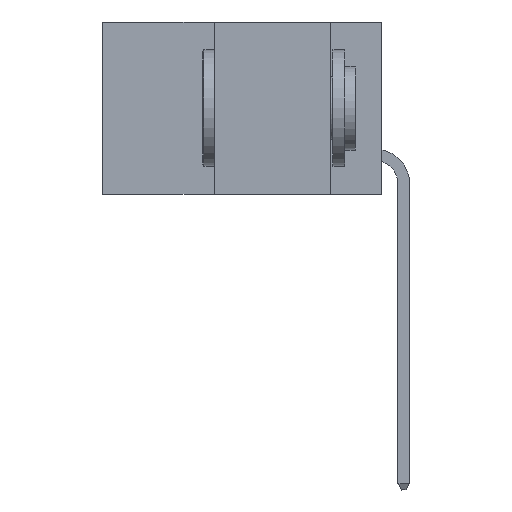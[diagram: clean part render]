
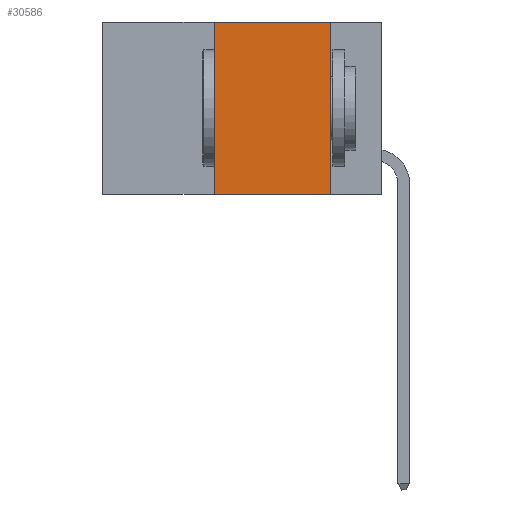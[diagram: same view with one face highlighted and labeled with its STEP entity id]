
A CAD part, left-side view. The second image highlights one B-rep face of the part: STEP entity #30586.
In plain terms, the highlighted planar face has unit normal (-1, 0, 0).
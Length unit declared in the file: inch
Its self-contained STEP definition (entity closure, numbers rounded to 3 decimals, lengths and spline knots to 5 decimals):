
#64 = LINE ( 'NONE', #31605, #12281 ) ;
#531 = VERTEX_POINT ( 'NONE', #14882 ) ;
#3673 = CARTESIAN_POINT ( 'NONE',  ( 0., 0.36, 0. ) ) ;
#3680 = VECTOR ( 'NONE', #29661, 39.37008 ) ;
#3990 = ORIENTED_EDGE ( 'NONE', *, *, #4521, .F. ) ;
#4476 = EDGE_CURVE ( 'NONE', #531, #24213, #15796, .T. ) ;
#4521 = EDGE_CURVE ( 'NONE', #12548, #13106, #7301, .T. ) ;
#5395 = CARTESIAN_POINT ( 'NONE',  ( 0., 0.6, -0.37 ) ) ;
#5504 = FACE_OUTER_BOUND ( 'NONE', #12809, .T. ) ;
#5561 = DIRECTION ( 'NONE',  ( 1., 0., 0. ) ) ;
#7301 = LINE ( 'NONE', #3673, #23511 ) ;
#7911 = PLANE ( 'NONE',  #29583 ) ;
#8222 = CARTESIAN_POINT ( 'NONE',  ( 0., 0.6, 0. ) ) ;
#12281 = VECTOR ( 'NONE', #14222, 39.37008 ) ;
#12548 = VERTEX_POINT ( 'NONE', #27365 ) ;
#12809 = EDGE_LOOP ( 'NONE', ( #23207, #30310, #3990, #28548 ) ) ;
#13062 = DIRECTION ( 'NONE',  ( 0., 0., -1. ) ) ;
#13106 = VERTEX_POINT ( 'NONE', #23795 ) ;
#14222 = DIRECTION ( 'NONE',  ( 0., -1., 0. ) ) ;
#14699 = EDGE_CURVE ( 'NONE', #12548, #24213, #25990, .T. ) ;
#14882 = CARTESIAN_POINT ( 'NONE',  ( 0., 0.11, 0. ) ) ;
#15796 = LINE ( 'NONE', #22298, #29335 ) ;
#21637 = DIRECTION ( 'NONE',  ( 0., 0., 1. ) ) ;
#22075 = EDGE_CURVE ( 'NONE', #13106, #531, #64, .T. ) ;
#22298 = CARTESIAN_POINT ( 'NONE',  ( 0., 0.11, 0. ) ) ;
#23207 = ORIENTED_EDGE ( 'NONE', *, *, #4476, .F. ) ;
#23511 = VECTOR ( 'NONE', #21637, 39.37008 ) ;
#23795 = CARTESIAN_POINT ( 'NONE',  ( 0., 0.36, 0. ) ) ;
#24213 = VERTEX_POINT ( 'NONE', #28792 ) ;
#24965 = DIRECTION ( 'NONE',  ( 0., 0., -1. ) ) ;
#25990 = LINE ( 'NONE', #5395, #3680 ) ;
#27365 = CARTESIAN_POINT ( 'NONE',  ( 0., 0.36, -0.37 ) ) ;
#28548 = ORIENTED_EDGE ( 'NONE', *, *, #14699, .T. ) ;
#28792 = CARTESIAN_POINT ( 'NONE',  ( 0., 0.11, -0.37 ) ) ;
#29335 = VECTOR ( 'NONE', #24965, 39.37008 ) ;
#29583 = AXIS2_PLACEMENT_3D ( 'NONE', #8222, #5561, #13062 ) ;
#29661 = DIRECTION ( 'NONE',  ( 0., -1., 0. ) ) ;
#30310 = ORIENTED_EDGE ( 'NONE', *, *, #22075, .F. ) ;
#30586 = ADVANCED_FACE ( 'NONE', ( #5504 ), #7911, .F. ) ;
#31605 = CARTESIAN_POINT ( 'NONE',  ( 0., 0.6, 0. ) ) ;
